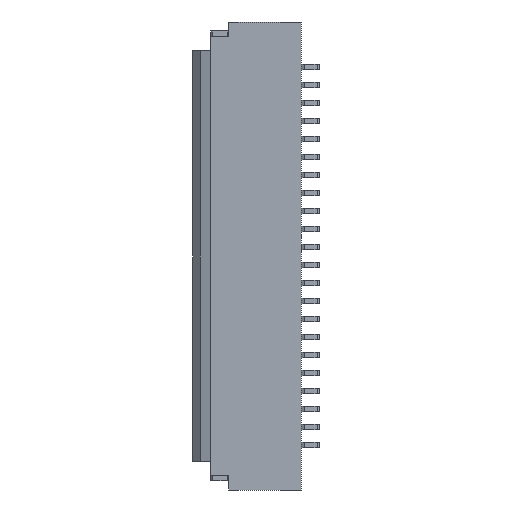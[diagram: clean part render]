
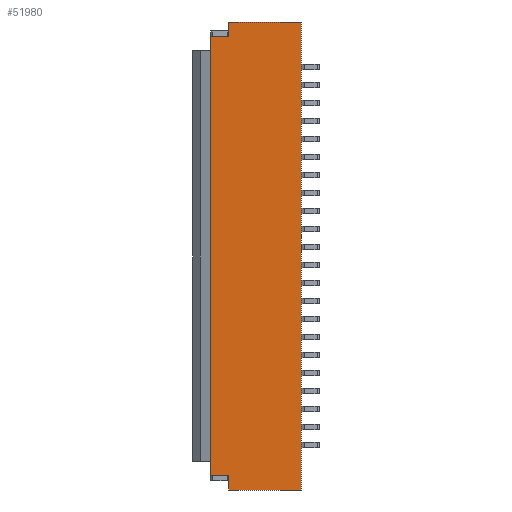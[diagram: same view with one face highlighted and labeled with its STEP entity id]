
A CAD part, front view. The second image highlights one B-rep face of the part: STEP entity #51980.
In plain terms, the highlighted planar face has unit normal (0, -1, 0).
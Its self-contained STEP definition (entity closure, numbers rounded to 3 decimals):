
#5110=CARTESIAN_POINT('',(8.,0.,2.162));
#5120=DIRECTION('',(1.,0.,0.));
#5130=VECTOR('',#5120,1.);
#5140=LINE('',#5110,#5130);
#5150=CARTESIAN_POINT('',(8.,0.,2.162));
#5160=VERTEX_POINT('',#5150);
#5170=CARTESIAN_POINT('',(10.,0.,2.162));
#5180=VERTEX_POINT('',#5170);
#5190=EDGE_CURVE('',#5160,#5180,#5140,.T.);
#8870=CARTESIAN_POINT('',(8.,0.,1.925));
#8880=DIRECTION('',(0.,0.,-1.));
#8890=VECTOR('',#8880,1.);
#8900=LINE('',#8870,#8890);
#8910=CARTESIAN_POINT('',(8.,0.,1.75));
#8920=VERTEX_POINT('',#8910);
#8930=EDGE_CURVE('',#5160,#8920,#8900,.T.);
#23170=CARTESIAN_POINT('',(10.,0.,1.75));
#23180=DIRECTION('',(1.,0.,0.));
#23190=VECTOR('',#23180,1.);
#23200=LINE('',#23170,#23190);
#23210=CARTESIAN_POINT('',(7.5,0.,1.75));
#23220=VERTEX_POINT('',#23210);
#23230=EDGE_CURVE('',#23220,#8920,#23200,.T.);
#38560=CARTESIAN_POINT('',(7.5,0.,-10.425));
#38570=VERTEX_POINT('',#38560);
#38780=CARTESIAN_POINT('',(7.5,0.,-0.337));
#38790=DIRECTION('',(0.,0.,1.));
#38800=VECTOR('',#38790,1.);
#38810=LINE('',#38780,#38800);
#38820=EDGE_CURVE('',#38570,#23220,#38810,.T.);
#39630=CARTESIAN_POINT('',(10.,0.,-10.838));
#39640=VERTEX_POINT('',#39630);
#39720=CARTESIAN_POINT('',(8.,0.,-10.838));
#39730=VERTEX_POINT('',#39720);
#39760=CARTESIAN_POINT('',(8.,0.,-10.838));
#39770=DIRECTION('',(1.,0.,0.));
#39780=VECTOR('',#39770,1.);
#39790=LINE('',#39760,#39780);
#39800=EDGE_CURVE('',#39730,#39640,#39790,.T.);
#45830=CARTESIAN_POINT('',(10.,0.,-10.425));
#45840=DIRECTION('',(1.,0.,0.));
#45850=VECTOR('',#45840,1.);
#45860=LINE('',#45830,#45850);
#45870=CARTESIAN_POINT('',(8.,0.,-10.425));
#45880=VERTEX_POINT('',#45870);
#45890=EDGE_CURVE('',#38570,#45880,#45860,.T.);
#51730=CARTESIAN_POINT('',(7.5,0.,5.));
#51740=DIRECTION('',(0.,-1.,0.));
#51750=DIRECTION('',(1.,0.,0.));
#51760=AXIS2_PLACEMENT_3D('',#51730,#51740,#51750);
#51770=PLANE('',#51760);
#51780=ORIENTED_EDGE('',*,*,#23230,.F.);
#51790=ORIENTED_EDGE('',*,*,#8930,.T.);
#51800=ORIENTED_EDGE('',*,*,#5190,.F.);
#51810=CARTESIAN_POINT('',(10.,0.,-18.175));
#51820=DIRECTION('',(0.,0.,1.));
#51830=VECTOR('',#51820,1.);
#51840=LINE('',#51810,#51830);
#51850=EDGE_CURVE('',#39640,#5180,#51840,.T.);
#51860=ORIENTED_EDGE('',*,*,#51850,.T.);
#51870=ORIENTED_EDGE('',*,*,#39800,.T.);
#51880=CARTESIAN_POINT('',(8.,0.,-10.6));
#51890=DIRECTION('',(0.,0.,1.));
#51900=VECTOR('',#51890,1.);
#51910=LINE('',#51880,#51900);
#51920=EDGE_CURVE('',#39730,#45880,#51910,.T.);
#51930=ORIENTED_EDGE('',*,*,#51920,.F.);
#51940=ORIENTED_EDGE('',*,*,#45890,.T.);
#51950=ORIENTED_EDGE('',*,*,#38820,.F.);
#51960=EDGE_LOOP('',(#51950,#51940,#51930,#51870,#51860,#51800,#51790,
#51780));
#51970=FACE_OUTER_BOUND('',#51960,.T.);
#51980=ADVANCED_FACE('',(#51970),#51770,.T.);
